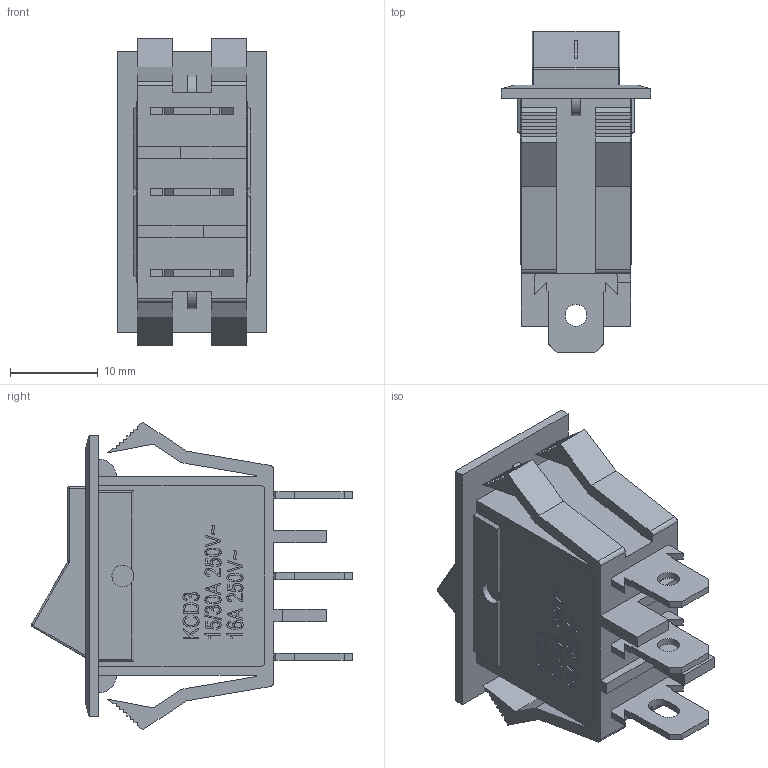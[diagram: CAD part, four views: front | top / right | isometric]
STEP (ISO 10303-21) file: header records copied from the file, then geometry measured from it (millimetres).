
FILE_DESCRIPTION (( 'STEP AP214' ), '1' );
FILE_NAME ('KCD3.STEP', '2022-02-17T06:51:48', ( '' ), ( '' ), 'SwSTEP 2.0', 'SolidWorks 2021', '' );
FILE_SCHEMA (( 'AUTOMOTIVE_DESIGN' ));
Length unit declared in the file: millimetre
Products named in the file (1): KCD3
Bounding box: 17 x 36.58 x 35 mm (x, y, z)
Volume: 4404.4 mm3; surface area: 6412.7 mm2
Topology: 7 solids, 7 shells, 700 faces, 1906 edges, 1262 vertices
Faces by surface type: plane 452, bspline 185, cylinder 57, sphere 4, torus 2
Full cylindrical faces by diameter (mm): 0.3 x2, 0.8 x3, 2.5 x6, 3 x2, 3.2 x1, 4 x1
Entity records: 30858 total; most frequent: CARTESIAN_POINT 14370, ORIENTED_EDGE 3754, DIRECTION 2639, EDGE_CURVE 1877, LINE 1391, VECTOR 1391, VERTEX_POINT 1252, EDGE_LOOP 783
